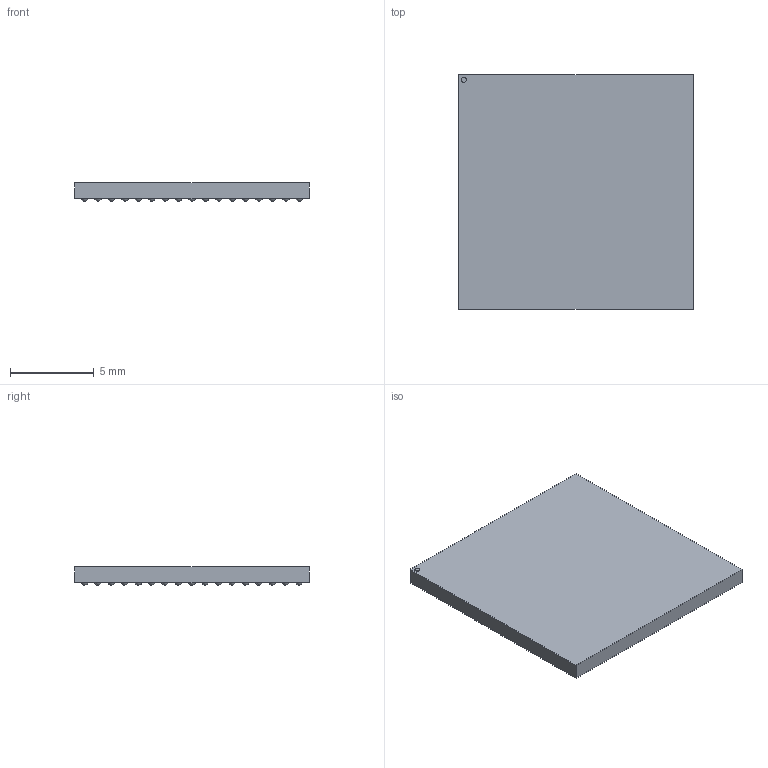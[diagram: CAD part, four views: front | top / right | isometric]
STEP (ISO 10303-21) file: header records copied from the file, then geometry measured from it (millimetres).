
FILE_DESCRIPTION(/* description */ ('model of TFBGA-265_14x14mm_Layout17x17_P0.8mm'),/* implementation_level */ '2;1');
FILE_NAME(/* name */ 'TFBGA-265_14x14mm_Layout17x17_P0.8mm.step',/* time_stamp */ '2018-11-07T22:34:54',/* author */ ('kicad StepUp','ksu'),/* organization */ ('FreeCAD'),/* preprocessor_version */ 'OCC',/* originating_system */ 'kicad StepUp',/* authorisation */ '');
FILE_SCHEMA(('AUTOMOTIVE_DESIGN { 1 0 10303 214 1 1 1 1 }'));
Length unit declared in the file: millimetre
Products named in the file (1): TFBGA_265_14x14mm_Layout17x17_P08mm
Bounding box: 14 x 14 x 1.11 mm (x, y, z)
Volume: 187 mm3; surface area: 450.4 mm2
Topology: 1 solids, 1 shells, 72 faces, 207 edges, 138 vertices
Faces by surface type: sphere 64, plane 7, cylinder 1
Full cylindrical faces by diameter (mm): 0.3 x1
Entity records: 1657 total; most frequent: CARTESIAN_POINT 271, ORIENTED_EDGE 216, AXIS2_PLACEMENT_3D 203, EDGE_CURVE 143, VERTEX_POINT 138, FACE_BOUND 137, EDGE_LOOP 137, CIRCLE 130
